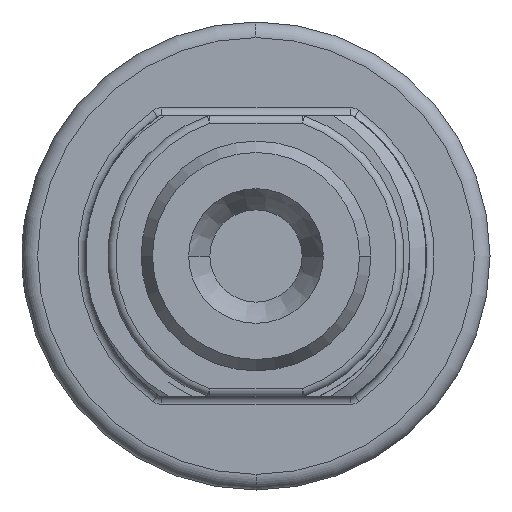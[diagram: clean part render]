
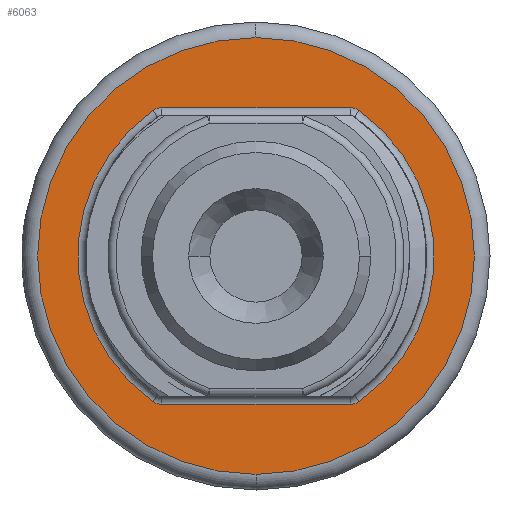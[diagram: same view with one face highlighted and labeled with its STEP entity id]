
A CAD part, front view. The second image highlights one B-rep face of the part: STEP entity #6063.
In plain terms, the highlighted planar face has unit normal (0, -1, 0).
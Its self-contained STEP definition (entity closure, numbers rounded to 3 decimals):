
#1702=CARTESIAN_POINT('',(0.,-2.,0.));
#1703=DIRECTION('',(0.,1.,0.));
#1704=DIRECTION('',(0.,0.,-1.));
#1705=AXIS2_PLACEMENT_3D('',#1702,#1703,#1704);
#1707=CARTESIAN_POINT('',(0.,-2.,0.));
#1708=DIRECTION('',(0.,1.,0.));
#1709=DIRECTION('',(0.,0.,1.));
#1710=AXIS2_PLACEMENT_3D('',#1707,#1708,#1709);
#1712=CARTESIAN_POINT('',(0.,-2.,0.));
#1713=DIRECTION('',(0.,-1.,0.));
#1714=DIRECTION('',(-0.579,0.,0.815));
#1715=AXIS2_PLACEMENT_3D('',#1712,#1713,#1714);
#1717=CARTESIAN_POINT('',(-6.036,-2.,-8.5));
#1718=DIRECTION('',(0.,1.,0.));
#1719=DIRECTION('',(0.,0.,-1.));
#1720=AXIS2_PLACEMENT_3D('',#1717,#1718,#1719);
#1722=DIRECTION('',(-1.,0.,0.));
#1723=VECTOR('',#1722,12.072);
#1724=CARTESIAN_POINT('',(6.036,-2.,-9.5));
#1725=LINE('',#1724,#1723);
#1726=CARTESIAN_POINT('',(6.036,-2.,-8.5));
#1727=DIRECTION('',(0.,1.,0.));
#1728=DIRECTION('',(0.579,0.,-0.815));
#1729=AXIS2_PLACEMENT_3D('',#1726,#1727,#1728);
#1731=CARTESIAN_POINT('',(0.,-2.,0.));
#1732=DIRECTION('',(0.,-1.,0.));
#1733=DIRECTION('',(0.579,0.,-0.815));
#1734=AXIS2_PLACEMENT_3D('',#1731,#1732,#1733);
#1736=CARTESIAN_POINT('',(6.036,-2.,8.5));
#1737=DIRECTION('',(0.,1.,0.));
#1738=DIRECTION('',(0.,0.,1.));
#1739=AXIS2_PLACEMENT_3D('',#1736,#1737,#1738);
#1741=DIRECTION('',(-1.,0.,0.));
#1742=VECTOR('',#1741,12.072);
#1743=CARTESIAN_POINT('',(6.036,-2.,9.5));
#1744=LINE('',#1743,#1742);
#1745=CARTESIAN_POINT('',(-6.036,-2.,8.5));
#1746=DIRECTION('',(0.,1.,0.));
#1747=DIRECTION('',(-0.579,0.,0.815));
#1748=AXIS2_PLACEMENT_3D('',#1745,#1746,#1747);
#3659=CARTESIAN_POINT('',(-6.615,-2.,9.315));
#3660=CARTESIAN_POINT('',(-6.615,-2.,-9.315));
#3661=VERTEX_POINT('',#3659);
#3662=VERTEX_POINT('',#3660);
#3671=CARTESIAN_POINT('',(6.036,-2.,9.5));
#3672=CARTESIAN_POINT('',(-6.036,-2.,9.5));
#3673=VERTEX_POINT('',#3671);
#3674=VERTEX_POINT('',#3672);
#3675=CARTESIAN_POINT('',(6.615,-2.,-9.315));
#3676=CARTESIAN_POINT('',(6.615,-2.,9.315));
#3677=VERTEX_POINT('',#3675);
#3678=VERTEX_POINT('',#3676);
#3687=CARTESIAN_POINT('',(6.036,-2.,-9.5));
#3688=CARTESIAN_POINT('',(-6.036,-2.,-9.5));
#3689=VERTEX_POINT('',#3687);
#3690=VERTEX_POINT('',#3688);
#3721=CARTESIAN_POINT('',(0.,-2.,-14.));
#3722=CARTESIAN_POINT('',(0.,-2.,14.));
#3723=VERTEX_POINT('',#3721);
#3724=VERTEX_POINT('',#3722);
#6035=CARTESIAN_POINT('',(0.,-2.,0.));
#6036=DIRECTION('',(0.,-1.,0.));
#6037=DIRECTION('',(0.,0.,1.));
#6038=AXIS2_PLACEMENT_3D('',#6035,#6036,#6037);
#6039=PLANE('',#6038);
#6041=ORIENTED_EDGE('',*,*,#6040,.T.);
#6043=ORIENTED_EDGE('',*,*,#6042,.T.);
#6044=EDGE_LOOP('',(#6041,#6043));
#6045=FACE_OUTER_BOUND('',#6044,.F.);
#6047=ORIENTED_EDGE('',*,*,#6046,.T.);
#6049=ORIENTED_EDGE('',*,*,#6048,.F.);
#6051=ORIENTED_EDGE('',*,*,#6050,.F.);
#6053=ORIENTED_EDGE('',*,*,#6052,.F.);
#6055=ORIENTED_EDGE('',*,*,#6054,.T.);
#6056=ORIENTED_EDGE('',*,*,#6025,.F.);
#6058=ORIENTED_EDGE('',*,*,#6057,.T.);
#6060=ORIENTED_EDGE('',*,*,#6059,.F.);
#6061=EDGE_LOOP('',(#6047,#6049,#6051,#6053,#6055,#6056,#6058,#6060));
#6062=FACE_BOUND('',#6061,.F.);
#6063=ADVANCED_FACE('',(#6045,#6062),#6039,.T.);
#1706=CIRCLE('',#1705,14.);
#1711=CIRCLE('',#1710,14.);
#1716=CIRCLE('',#1715,11.425);
#1721=CIRCLE('',#1720,1.);
#1730=CIRCLE('',#1729,1.);
#1735=CIRCLE('',#1734,11.425);
#1740=CIRCLE('',#1739,1.);
#1749=CIRCLE('',#1748,1.);
#6025=EDGE_CURVE('',#3673,#3678,#1740,.T.);
#6040=EDGE_CURVE('',#3723,#3724,#1706,.T.);
#6042=EDGE_CURVE('',#3724,#3723,#1711,.T.);
#6046=EDGE_CURVE('',#3661,#3662,#1716,.T.);
#6048=EDGE_CURVE('',#3690,#3662,#1721,.T.);
#6050=EDGE_CURVE('',#3689,#3690,#1725,.T.);
#6052=EDGE_CURVE('',#3677,#3689,#1730,.T.);
#6054=EDGE_CURVE('',#3677,#3678,#1735,.T.);
#6057=EDGE_CURVE('',#3673,#3674,#1744,.T.);
#6059=EDGE_CURVE('',#3661,#3674,#1749,.T.);
